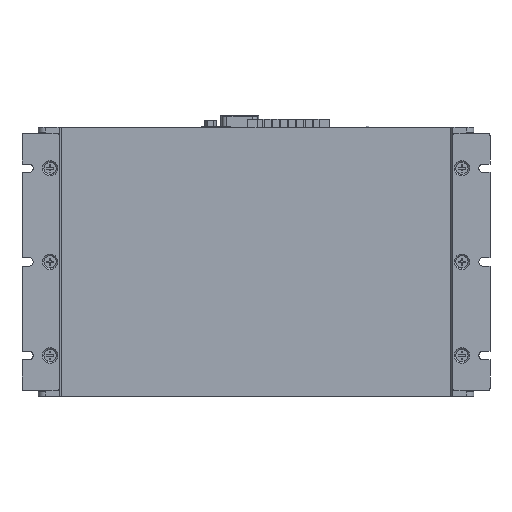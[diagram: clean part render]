
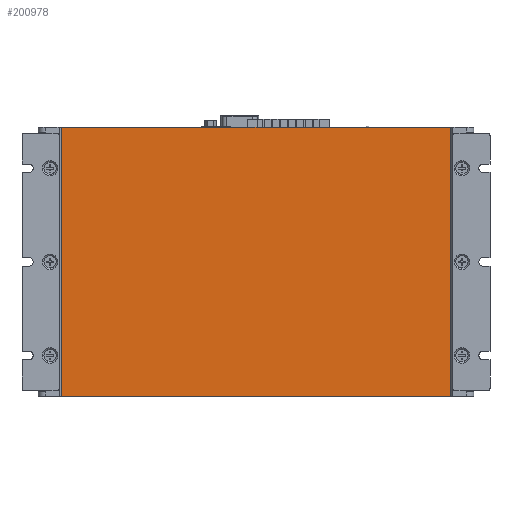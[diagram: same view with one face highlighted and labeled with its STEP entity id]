
A CAD part, front view. The second image highlights one B-rep face of the part: STEP entity #200978.
In plain terms, the highlighted planar face has unit normal (0, -1, 0).
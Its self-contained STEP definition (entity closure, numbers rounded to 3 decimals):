
#21855 = CARTESIAN_POINT ( 'NONE',  ( 166.001, -33.231, 1.151 ) ) ;
#27021 = VERTEX_POINT ( 'NONE', #178043 ) ;
#44390 = LINE ( 'NONE', #176742, #244581 ) ;
#48411 = DIRECTION ( 'NONE',  ( 0., 0., 1. ) ) ;
#49282 = EDGE_CURVE ( 'NONE', #160646, #118124, #171120, .T. ) ;
#57936 = VERTEX_POINT ( 'NONE', #21855 ) ;
#61732 = CARTESIAN_POINT ( 'NONE',  ( 0.001, -33.231, -56.349 ) ) ;
#87042 = DIRECTION ( 'NONE',  ( 1., 0., 0. ) ) ;
#94784 = DIRECTION ( 'NONE',  ( 0., 0., 1. ) ) ;
#95044 = DIRECTION ( 'NONE',  ( 0., 0., 1. ) ) ;
#102325 = LINE ( 'NONE', #163068, #230961 ) ;
#111431 = VECTOR ( 'NONE', #95044, 1000. ) ;
#117947 = CARTESIAN_POINT ( 'NONE',  ( 0.001, -33.231, 1.151 ) ) ;
#118124 = VERTEX_POINT ( 'NONE', #117947 ) ;
#119901 = EDGE_CURVE ( 'NONE', #160646, #27021, #102325, .T. ) ;
#127842 = ORIENTED_EDGE ( 'NONE', *, *, #49282, .F. ) ;
#132462 = FACE_OUTER_BOUND ( 'NONE', #204074, .T. ) ;
#138266 = CARTESIAN_POINT ( 'NONE',  ( 0.001, -33.231, -113.849 ) ) ;
#139917 = DIRECTION ( 'NONE',  ( 1., 0., 0. ) ) ;
#151540 = DIRECTION ( 'NONE',  ( 0., 1., 0. ) ) ;
#160646 = VERTEX_POINT ( 'NONE', #138266 ) ;
#163068 = CARTESIAN_POINT ( 'NONE',  ( 83.001, -33.231, -113.849 ) ) ;
#169981 = CARTESIAN_POINT ( 'NONE',  ( 82.001, -33.231, -56.349 ) ) ;
#171120 = LINE ( 'NONE', #61732, #198081 ) ;
#176742 = CARTESIAN_POINT ( 'NONE',  ( 83.001, -33.231, 1.151 ) ) ;
#178043 = CARTESIAN_POINT ( 'NONE',  ( 166.001, -33.231, -113.849 ) ) ;
#184502 = AXIS2_PLACEMENT_3D ( 'NONE', #169981, #151540, #94784 ) ;
#188262 = ORIENTED_EDGE ( 'NONE', *, *, #190943, .F. ) ;
#189147 = LINE ( 'NONE', #190282, #111431 ) ;
#189393 = ORIENTED_EDGE ( 'NONE', *, *, #119901, .T. ) ;
#190282 = CARTESIAN_POINT ( 'NONE',  ( 166.001, -33.231, -111.849 ) ) ;
#190943 = EDGE_CURVE ( 'NONE', #118124, #57936, #44390, .T. ) ;
#198081 = VECTOR ( 'NONE', #48411, 1000. ) ;
#200978 = ADVANCED_FACE ( 'NONE', ( #132462 ), #209384, .F. ) ;
#202019 = EDGE_CURVE ( 'NONE', #27021, #57936, #189147, .T. ) ;
#204074 = EDGE_LOOP ( 'NONE', ( #188262, #127842, #189393, #245570 ) ) ;
#209384 = PLANE ( 'NONE',  #184502 ) ;
#230961 = VECTOR ( 'NONE', #87042, 1000. ) ;
#244581 = VECTOR ( 'NONE', #139917, 1000. ) ;
#245570 = ORIENTED_EDGE ( 'NONE', *, *, #202019, .T. ) ;
